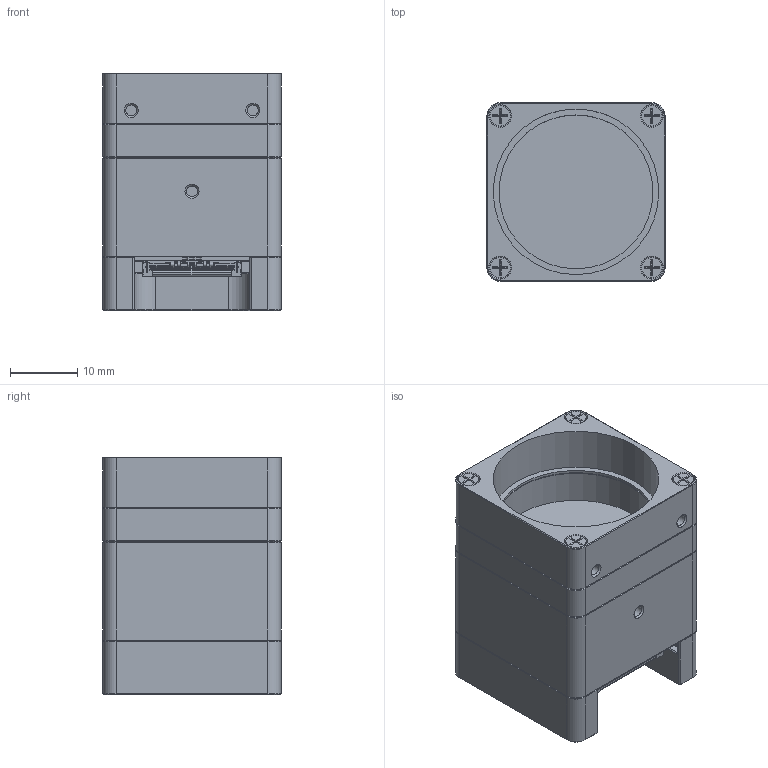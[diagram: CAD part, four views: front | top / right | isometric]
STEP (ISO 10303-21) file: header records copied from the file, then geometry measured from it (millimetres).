
FILE_DESCRIPTION(/* description */ (''),/* implementation_level */ '2;1');
FILE_NAME(/* name */ 'MX022xG-CM-X2G2-FL.stp',/* time_stamp */ '2019-02-04T10:00:13+01:00',/* author */ (''),/* organization */ (''),/* preprocessor_version */ 'ST-DEVELOPER v16',/* originating_system */ 'SIEMENS PLM Software NX 11.0',/* authorisation */ '');
FILE_SCHEMA (('AUTOMOTIVE_DESIGN { 1 0 10303 214 3 1 1 1 }'));
Products named in the file (17): CMV2000_Glass; CMV2000_Package; FLT-BK7(IR650)-AR2X-D25; SROB-M1.6x3-SLOT-STNLS; MECH-MT022-CM-GASKET; MECH-MT-MID-022; SROB-M2x14-CUST; MECH-MQ-CS-C; MECH-MQ-FRONT; SROB-M2x10-CUST; MECH-LIGHTPIPE-1.63x4.14; MT-PR-MAIN-PCA-PCIE; MECH-MT-PR-REAR-PCIE; MT022-CM-SENSOR-PCA_MODEL; 00-MT022xCM-FRONT-SUBASSM; 00-MT-PR-REAR-PCIE-SUBASSM; MX022xG-CM-X2G2-FL-1_stp
Assembly tree (26 placements, depth 4):
  MX022xG-CM-X2G2-FL-1_stp
    00-MT-PR-REAR-PCIE-SUBASSM
      MECH-MT-PR-REAR-PCIE
      MT-PR-MAIN-PCA-PCIE
      MECH-LIGHTPIPE-1.63x4.14  x4
      SROB-M2x10-CUST  x4
    00-MT022xCM-FRONT-SUBASSM
      MECH-MQ-FRONT
      MECH-MQ-CS-C
      SROB-M2x14-CUST  x4
      MECH-MT-MID-022
      MECH-MT022-CM-GASKET
      SROB-M1.6x3-SLOT-STNLS  x2
      FLT-BK7(IR650)-AR2X-D25
      MT022-CM-SENSOR-PCA_MODEL
        CMV2000_Package
        CMV2000_Glass
Bounding box: 26.4 x 26.4 x 35.2 mm (x, y, z)
Volume: 11110.4 mm3; surface area: 17902.9 mm2
Topology: 126 solids, 126 shells, 3142 faces, 8448 edges, 5442 vertices
Faces by surface type: plane 2114, cylinder 743, cone 180, torus 103, extrusion 2
Full cylindrical faces by diameter (mm): 0.3 x95, 0.5 x2, 0.76 x97, 0.9 x4, 1.4 x2, 1.6 x18, 1.8 x4, 1.85 x2, 1.9 x8, 2 x12, 2.1 x4, 3 x10, 3.2 x4, 3.35 x4, 22.8 x3, 24.541 x1, 25 x1, 25.1 x1
Entity records: 94431 total; most frequent: CARTESIAN_POINT 15630, ORIENTED_EDGE 15068, DIRECTION 15047, EDGE_CURVE 7534, VECTOR 5805, LINE 5803, VERTEX_POINT 5044, AXIS2_PLACEMENT_3D 4621
